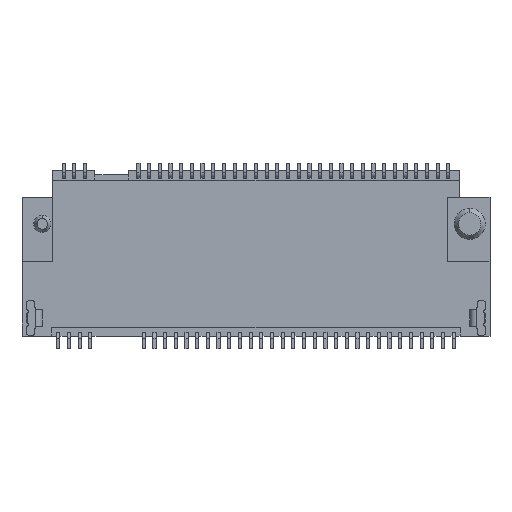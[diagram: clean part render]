
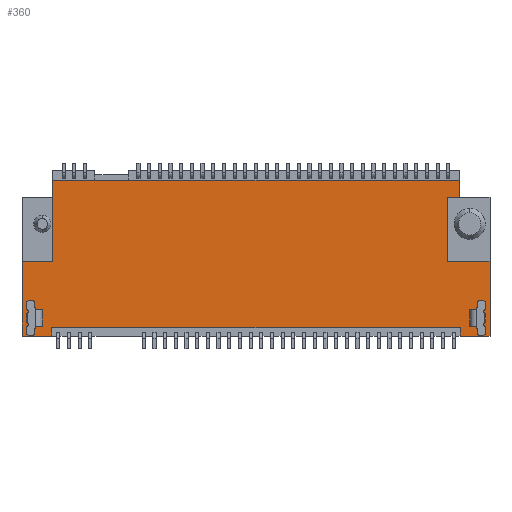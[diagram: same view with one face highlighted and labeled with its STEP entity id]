
A CAD part, front view. The second image highlights one B-rep face of the part: STEP entity #360.
In plain terms, the highlighted planar face has unit normal (0, -1, 0).
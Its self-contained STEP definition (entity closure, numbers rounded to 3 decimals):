
#360=ADVANCED_FACE('',(#2238,#2239,#2240),#2241,.T.);
#2238=FACE_OUTER_BOUND('',#5431,.T.);
#2239=FACE_BOUND('',#5432,.T.);
#2240=FACE_BOUND('',#5433,.T.);
#2241=PLANE('',#5434);
#5431=EDGE_LOOP('',(#10994,#10995,#10996,#10997,#10998,#10999,#11000,#11001,#11002,#11003,#11004,#11005,#11006,#11007,#11008));
#5432=EDGE_LOOP('',(#11009,#11010,#11011,#11012));
#5433=EDGE_LOOP('',(#11013,#11014,#11015,#11016));
#5434=AXIS2_PLACEMENT_3D('',#11017,#11018,#11019);
#10994=ORIENTED_EDGE('',*,*,#22097,.F.);
#10995=ORIENTED_EDGE('',*,*,#21405,.T.);
#10996=ORIENTED_EDGE('',*,*,#22098,.F.);
#10997=ORIENTED_EDGE('',*,*,#22099,.T.);
#10998=ORIENTED_EDGE('',*,*,#22100,.F.);
#10999=ORIENTED_EDGE('',*,*,#22101,.F.);
#11000=ORIENTED_EDGE('',*,*,#22102,.F.);
#11001=ORIENTED_EDGE('',*,*,#22103,.F.);
#11002=ORIENTED_EDGE('',*,*,#22104,.T.);
#11003=ORIENTED_EDGE('',*,*,#22105,.F.);
#11004=ORIENTED_EDGE('',*,*,#22106,.F.);
#11005=ORIENTED_EDGE('',*,*,#20843,.T.);
#11006=ORIENTED_EDGE('',*,*,#21392,.T.);
#11007=ORIENTED_EDGE('',*,*,#22096,.T.);
#11008=ORIENTED_EDGE('',*,*,#22107,.F.);
#11009=ORIENTED_EDGE('',*,*,#22108,.T.);
#11010=ORIENTED_EDGE('',*,*,#22109,.F.);
#11011=ORIENTED_EDGE('',*,*,#22110,.T.);
#11012=ORIENTED_EDGE('',*,*,#22111,.T.);
#11013=ORIENTED_EDGE('',*,*,#22112,.F.);
#11014=ORIENTED_EDGE('',*,*,#22113,.F.);
#11015=ORIENTED_EDGE('',*,*,#22114,.F.);
#11016=ORIENTED_EDGE('',*,*,#22115,.T.);
#11017=CARTESIAN_POINT('',(-10.95,-1.385,0.0));
#11018=DIRECTION('',(0.0,-1.0,0.0));
#11019=DIRECTION('',(0.0,0.0,-1.0));
#20843=EDGE_CURVE('',#25105,#25103,#25106,.T.);
#21392=EDGE_CURVE('',#25103,#26167,#26169,.T.);
#21405=EDGE_CURVE('',#26193,#26191,#26194,.T.);
#22096=EDGE_CURVE('',#26167,#27299,#27301,.T.);
#22097=EDGE_CURVE('',#26193,#27302,#27303,.T.);
#22098=EDGE_CURVE('',#27304,#26191,#27305,.T.);
#22099=EDGE_CURVE('',#27304,#27306,#27307,.T.);
#22100=EDGE_CURVE('',#27308,#27306,#27309,.T.);
#22101=EDGE_CURVE('',#27310,#27308,#27311,.T.);
#22102=EDGE_CURVE('',#27312,#27310,#27313,.T.);
#22103=EDGE_CURVE('',#27314,#27312,#27315,.T.);
#22104=EDGE_CURVE('',#27314,#27316,#27317,.T.);
#22105=EDGE_CURVE('',#27318,#27316,#27319,.T.);
#22106=EDGE_CURVE('',#25105,#27318,#27320,.T.);
#22107=EDGE_CURVE('',#27302,#27299,#27321,.T.);
#22108=EDGE_CURVE('',#27322,#27323,#27324,.T.);
#22109=EDGE_CURVE('',#27325,#27323,#27326,.T.);
#22110=EDGE_CURVE('',#27325,#27327,#27328,.T.);
#22111=EDGE_CURVE('',#27327,#27322,#27329,.T.);
#22112=EDGE_CURVE('',#27330,#27331,#27332,.T.);
#22113=EDGE_CURVE('',#27333,#27330,#27334,.T.);
#22114=EDGE_CURVE('',#27335,#27333,#27336,.T.);
#22115=EDGE_CURVE('',#27335,#27331,#27337,.T.);
#25103=VERTEX_POINT('',#32178);
#25105=VERTEX_POINT('',#32181);
#25106=LINE('',#32182,#32183);
#26167=VERTEX_POINT('',#33784);
#26169=LINE('',#33787,#33788);
#26191=VERTEX_POINT('',#33821);
#26193=VERTEX_POINT('',#33824);
#26194=LINE('',#33825,#33826);
#27299=VERTEX_POINT('',#35484);
#27301=LINE('',#35487,#35488);
#27302=VERTEX_POINT('',#35489);
#27303=LINE('',#35490,#35491);
#27304=VERTEX_POINT('',#35492);
#27305=LINE('',#35493,#35494);
#27306=VERTEX_POINT('',#35495);
#27307=LINE('',#35496,#35497);
#27308=VERTEX_POINT('',#35498);
#27309=LINE('',#35499,#35500);
#27310=VERTEX_POINT('',#35501);
#27311=LINE('',#35502,#35503);
#27312=VERTEX_POINT('',#35504);
#27313=LINE('',#35505,#35506);
#27314=VERTEX_POINT('',#35507);
#27315=LINE('',#35508,#35509);
#27316=VERTEX_POINT('',#35510);
#27317=LINE('',#35511,#35512);
#27318=VERTEX_POINT('',#35513);
#27319=LINE('',#35514,#35515);
#27320=LINE('',#35516,#35517);
#27321=LINE('',#35518,#35519);
#27322=VERTEX_POINT('',#35520);
#27323=VERTEX_POINT('',#35521);
#27324=LINE('',#35522,#35523);
#27325=VERTEX_POINT('',#35524);
#27326=LINE('',#35525,#35526);
#27327=VERTEX_POINT('',#35527);
#27328=LINE('',#35528,#35529);
#27329=LINE('',#35530,#35531);
#27330=VERTEX_POINT('',#35532);
#27331=VERTEX_POINT('',#35533);
#27332=LINE('',#35534,#35535);
#27333=VERTEX_POINT('',#35536);
#27334=LINE('',#35537,#35538);
#27335=VERTEX_POINT('',#35539);
#27336=LINE('',#35540,#35541);
#27337=LINE('',#35542,#35543);
#32178=CARTESIAN_POINT('',(-10.95,-1.385,-7.75));
#32181=CARTESIAN_POINT('',(-10.95,-1.385,-4.25));
#32182=CARTESIAN_POINT('',(-10.95,-1.385,-4.25));
#32183=VECTOR('',#42523,3.5);
#33784=CARTESIAN_POINT('',(-9.55,-1.385,-7.75));
#33787=CARTESIAN_POINT('',(-10.95,-1.385,-7.75));
#33788=VECTOR('',#43106,1.4);
#33821=CARTESIAN_POINT('',(10.95,-1.385,-7.75));
#33824=CARTESIAN_POINT('',(9.55,-1.385,-7.75));
#33825=CARTESIAN_POINT('',(9.55,-1.385,-7.75));
#33826=VECTOR('',#43119,1.4);
#35484=CARTESIAN_POINT('',(-9.55,-1.385,-7.35));
#35487=CARTESIAN_POINT('',(-9.55,-1.385,-7.75));
#35488=VECTOR('',#44082,0.4);
#35489=CARTESIAN_POINT('',(9.55,-1.385,-7.35));
#35490=CARTESIAN_POINT('',(9.55,-1.385,-7.75));
#35491=VECTOR('',#44083,0.4);
#35492=CARTESIAN_POINT('',(10.95,-1.385,-4.25));
#35493=CARTESIAN_POINT('',(10.95,-1.385,-4.25));
#35494=VECTOR('',#44084,3.5);
#35495=CARTESIAN_POINT('',(8.95,-1.385,-4.25));
#35496=CARTESIAN_POINT('',(10.95,-1.385,-4.25));
#35497=VECTOR('',#44085,2.0);
#35498=CARTESIAN_POINT('',(8.95,-1.385,-1.25));
#35499=CARTESIAN_POINT('',(8.95,-1.385,-1.25));
#35500=VECTOR('',#44086,3.0);
#35501=CARTESIAN_POINT('',(9.5,-1.385,-1.25));
#35502=CARTESIAN_POINT('',(9.5,-1.385,-1.25));
#35503=VECTOR('',#44087,0.55);
#35504=CARTESIAN_POINT('',(9.5,-1.385,-0.45));
#35505=CARTESIAN_POINT('',(9.5,-1.385,-0.45));
#35506=VECTOR('',#44088,0.8);
#35507=CARTESIAN_POINT('',(-9.5,-1.385,-0.45));
#35508=CARTESIAN_POINT('',(-9.5,-1.385,-0.45));
#35509=VECTOR('',#44089,19.0);
#35510=CARTESIAN_POINT('',(-9.5,-1.385,-1.25));
#35511=CARTESIAN_POINT('',(-9.5,-1.385,-0.45));
#35512=VECTOR('',#44090,0.8);
#35513=CARTESIAN_POINT('',(-9.5,-1.385,-4.25));
#35514=CARTESIAN_POINT('',(-9.5,-1.385,-4.25));
#35515=VECTOR('',#44091,3.0);
#35516=CARTESIAN_POINT('',(-10.95,-1.385,-4.25));
#35517=VECTOR('',#44092,1.45);
#35518=CARTESIAN_POINT('',(9.55,-1.385,-7.35));
#35519=VECTOR('',#44093,19.1);
#35520=CARTESIAN_POINT('',(10.0,-1.385,-6.52));
#35521=CARTESIAN_POINT('',(10.2,-1.385,-6.52));
#35522=CARTESIAN_POINT('',(10.0,-1.385,-6.52));
#35523=VECTOR('',#44094,0.2);
#35524=CARTESIAN_POINT('',(10.2,-1.385,-7.28));
#35525=CARTESIAN_POINT('',(10.2,-1.385,-7.28));
#35526=VECTOR('',#44095,0.76);
#35527=CARTESIAN_POINT('',(10.0,-1.385,-7.28));
#35528=CARTESIAN_POINT('',(10.2,-1.385,-7.28));
#35529=VECTOR('',#44096,0.2);
#35530=CARTESIAN_POINT('',(10.0,-1.385,-7.28));
#35531=VECTOR('',#44097,0.76);
#35532=CARTESIAN_POINT('',(-10.0,-1.385,-6.52));
#35533=CARTESIAN_POINT('',(-10.2,-1.385,-6.52));
#35534=CARTESIAN_POINT('',(-10.0,-1.385,-6.52));
#35535=VECTOR('',#44098,0.2);
#35536=CARTESIAN_POINT('',(-10.0,-1.385,-7.28));
#35537=CARTESIAN_POINT('',(-10.0,-1.385,-7.28));
#35538=VECTOR('',#44099,0.76);
#35539=CARTESIAN_POINT('',(-10.2,-1.385,-7.28));
#35540=CARTESIAN_POINT('',(-10.2,-1.385,-7.28));
#35541=VECTOR('',#44100,0.2);
#35542=CARTESIAN_POINT('',(-10.2,-1.385,-7.28));
#35543=VECTOR('',#44101,0.76);
#42523=DIRECTION('',(0.0,0.0,-1.0));
#43106=DIRECTION('',(1.0,0.0,0.0));
#43119=DIRECTION('',(1.0,0.0,0.0));
#44082=DIRECTION('',(0.0,0.0,1.0));
#44083=DIRECTION('',(0.0,0.0,1.0));
#44084=DIRECTION('',(0.0,0.0,-1.0));
#44085=DIRECTION('',(-1.0,0.0,0.0));
#44086=DIRECTION('',(0.0,0.0,-1.0));
#44087=DIRECTION('',(-1.0,0.0,0.0));
#44088=DIRECTION('',(0.0,0.0,-1.0));
#44089=DIRECTION('',(1.0,0.0,0.0));
#44090=DIRECTION('',(0.0,0.0,-1.0));
#44091=DIRECTION('',(0.0,0.0,1.0));
#44092=DIRECTION('',(1.0,0.0,0.0));
#44093=DIRECTION('',(-1.0,0.0,0.0));
#44094=DIRECTION('',(1.0,0.0,0.0));
#44095=DIRECTION('',(0.0,0.0,1.0));
#44096=DIRECTION('',(-1.0,0.0,0.0));
#44097=DIRECTION('',(0.0,0.0,1.0));
#44098=DIRECTION('',(-1.0,0.0,0.0));
#44099=DIRECTION('',(0.0,0.0,1.0));
#44100=DIRECTION('',(1.0,0.0,0.0));
#44101=DIRECTION('',(0.0,0.0,1.0));
